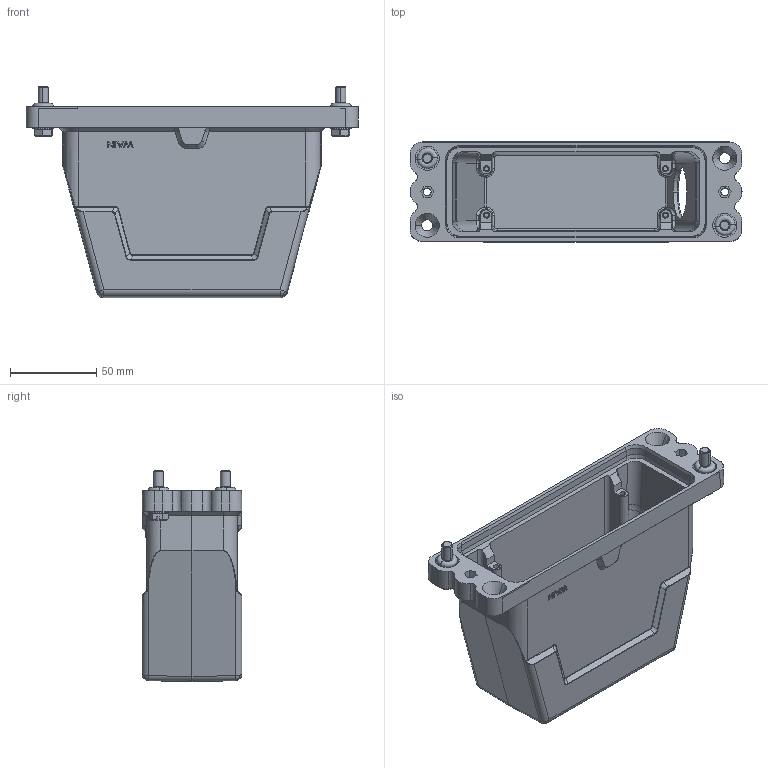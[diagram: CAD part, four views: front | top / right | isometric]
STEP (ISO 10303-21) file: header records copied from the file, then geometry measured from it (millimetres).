
FILE_DESCRIPTION(/* description */ (''),/* implementation_level */ '2;1');
FILE_NAME(/* name */ '3D_1136245305004_HP24B_H-SEH-4S-M32_V1.0_stp.stp',/* time_stamp */ '2024-01-09T14:22:30+08:00',/* author */ (''),/* organization */ (''),/* preprocessor_version */ 'ST-DEVELOPER v18.1',/* originating_system */ 'SIEMENS PLM Software NX 1980',/* authorisation */ '');
FILE_SCHEMA (('AUTOMOTIVE_DESIGN { 1 0 10303 214 3 1 1 1 }'));
Length unit declared in the file: millimetre
Products named in the file (1): 3D_1136245305004_HP24B_H-SEH-4S-M32_V1.0_stp
Bounding box: 193 x 58 x 122.7 mm (x, y, z)
Volume: 246600.7 mm3; surface area: 104326.3 mm2
Topology: 1 solids, 1 shells, 567 faces, 1398 edges, 868 vertices
Faces by surface type: plane 241, cylinder 155, cone 70, torus 36, bspline 28, extrusion 21, sphere 16
Entity records: 20747 total; most frequent: CARTESIAN_POINT 8445, ORIENTED_EDGE 2796, DIRECTION 2133, EDGE_CURVE 1398, VERTEX_POINT 868, AXIS2_PLACEMENT_3D 746, VECTOR 641, LINE 620
